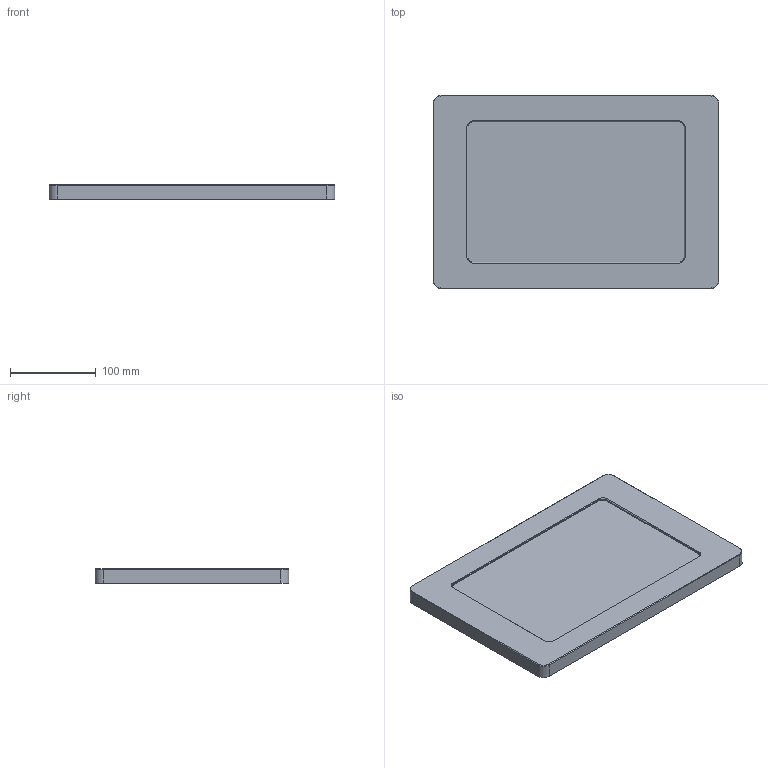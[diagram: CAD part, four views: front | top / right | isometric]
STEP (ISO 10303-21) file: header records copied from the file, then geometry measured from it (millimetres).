
FILE_DESCRIPTION(/* description */ (''),/* implementation_level */ '2;1');
FILE_NAME(/* name */ 'vb_vesa_gta9p109.stp',/* time_stamp */ '2024-08-29T16:46:42-04:00',/* author */ ('NickC'),/* organization */ (''),/* preprocessor_version */ 'ST-DEVELOPER v20',/* originating_system */ 'Autodesk Inventor 2024',/* authorisation */ '');
FILE_SCHEMA (('AUTOMOTIVE_DESIGN { 1 0 10303 214 3 1 1 }'));
Length unit declared in the file: inch
Products named in the file (1): Part3
Bounding box: 333.45 x 225.81 x 16.92 mm (x, y, z)
Volume: 1169706.9 mm3; surface area: 171620.4 mm2
Topology: 1 solids, 32 shells, 953 faces, 2396 edges, 1583 vertices
Faces by surface type: plane 524, cylinder 180, bspline 130, cone 119
Full cylindrical faces by diameter (mm): 2.438 x23, 3.251 x4, 3.306 x9, 3.454 x8, 4.978 x1, 38.1 x1
Entity records: 37261 total; most frequent: CARTESIAN_POINT 15152, ORIENTED_EDGE 4776, DIRECTION 3773, EDGE_CURVE 2388, VERTEX_POINT 1583, LINE 1443, VECTOR 1443, AXIS2_PLACEMENT_3D 1165
